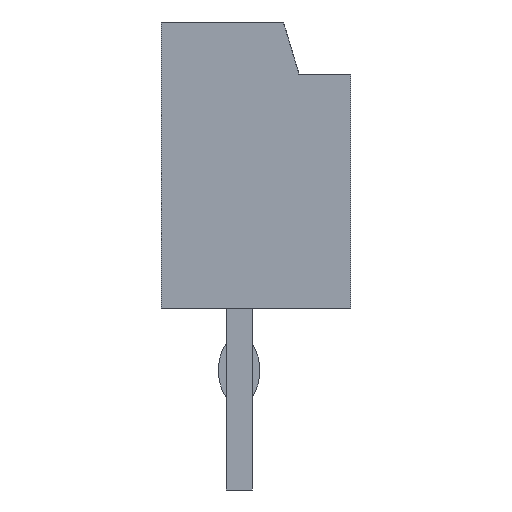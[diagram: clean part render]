
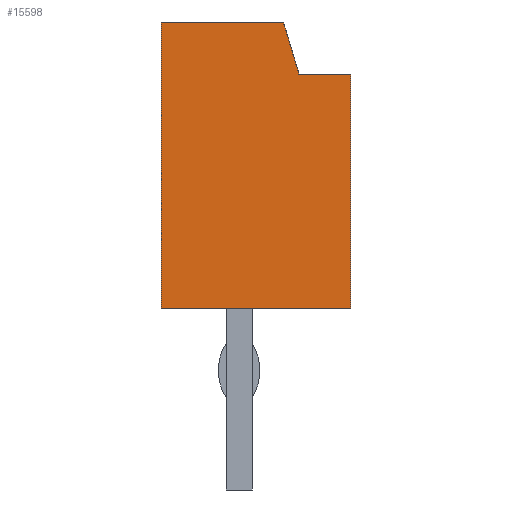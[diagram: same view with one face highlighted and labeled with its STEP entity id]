
A CAD part, left-side view. The second image highlights one B-rep face of the part: STEP entity #15598.
In plain terms, the highlighted planar face has unit normal (-1, 0, 0).
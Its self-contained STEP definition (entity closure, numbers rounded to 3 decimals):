
#32 = PLANE('',#33);
#33 = AXIS2_PLACEMENT_3D('',#34,#35,#36);
#34 = CARTESIAN_POINT('',(8.,1.5,2.75));
#35 = DIRECTION('',(0.,-1.,0.));
#36 = DIRECTION('',(1.,0.,0.));
#1009 = VERTEX_POINT('',#1010);
#1010 = CARTESIAN_POINT('',(-2.,1.5,5.5));
#1024 = PLANE('',#1025);
#1025 = AXIS2_PLACEMENT_3D('',#1026,#1027,#1028);
#1026 = CARTESIAN_POINT('',(18.,1.5,5.5));
#1027 = DIRECTION('',(0.,0.,1.));
#1028 = DIRECTION('',(-1.,0.,0.));
#1036 = EDGE_CURVE('',#1009,#1037,#1039,.T.);
#1037 = VERTEX_POINT('',#1038);
#1038 = CARTESIAN_POINT('',(-2.,1.5,0.));
#1039 = SURFACE_CURVE('',#1040,(#1044,#1051),.PCURVE_S1.);
#1040 = LINE('',#1041,#1042);
#1041 = CARTESIAN_POINT('',(-2.,1.5,5.5));
#1042 = VECTOR('',#1043,1.);
#1043 = DIRECTION('',(0.,0.,-1.));
#1044 = PCURVE('',#32,#1045);
#1045 = DEFINITIONAL_REPRESENTATION('',(#1046),#1050);
#1046 = LINE('',#1047,#1048);
#1047 = CARTESIAN_POINT('',(-10.,2.75));
#1048 = VECTOR('',#1049,1.);
#1049 = DIRECTION('',(0.,-1.));
#1050 = ( GEOMETRIC_REPRESENTATION_CONTEXT(2) 
PARAMETRIC_REPRESENTATION_CONTEXT() REPRESENTATION_CONTEXT('2D SPACE',''
  ) );
#1051 = PCURVE('',#1052,#1057);
#1052 = PLANE('',#1053);
#1053 = AXIS2_PLACEMENT_3D('',#1054,#1055,#1056);
#1054 = CARTESIAN_POINT('',(-2.,1.5,5.5));
#1055 = DIRECTION('',(-1.,0.,0.));
#1056 = DIRECTION('',(0.,0.,-1.));
#1057 = DEFINITIONAL_REPRESENTATION('',(#1058),#1062);
#1058 = LINE('',#1059,#1060);
#1059 = CARTESIAN_POINT('',(0.,0.));
#1060 = VECTOR('',#1061,1.);
#1061 = DIRECTION('',(1.,0.));
#1062 = ( GEOMETRIC_REPRESENTATION_CONTEXT(2) 
PARAMETRIC_REPRESENTATION_CONTEXT() REPRESENTATION_CONTEXT('2D SPACE',''
  ) );
#1080 = PLANE('',#1081);
#1081 = AXIS2_PLACEMENT_3D('',#1082,#1083,#1084);
#1082 = CARTESIAN_POINT('',(-2.,1.5,0.));
#1083 = DIRECTION('',(0.,0.,-1.));
#1084 = DIRECTION('',(1.,0.,0.));
#1451 = PLANE('',#1452);
#1452 = AXIS2_PLACEMENT_3D('',#1453,#1454,#1455);
#1453 = CARTESIAN_POINT('',(8.,-2.15,2.75));
#1454 = DIRECTION('',(0.,-1.,0.));
#1455 = DIRECTION('',(1.,0.,0.));
#3557 = PLANE('',#3558);
#3558 = AXIS2_PLACEMENT_3D('',#3559,#3560,#3561);
#3559 = CARTESIAN_POINT('',(18.,-2.15,4.5));
#3560 = DIRECTION('',(0.,0.,-1.));
#3561 = DIRECTION('',(0.,1.,0.));
#3585 = PLANE('',#3586);
#3586 = AXIS2_PLACEMENT_3D('',#3587,#3588,#3589);
#3587 = CARTESIAN_POINT('',(18.,-1.15,4.5));
#3588 = DIRECTION('',(0.,0.958,-0.287));
#3589 = DIRECTION('',(0.,0.287,0.958));
#3756 = VERTEX_POINT('',#3757);
#3757 = CARTESIAN_POINT('',(-2.,-0.85,5.5));
#3778 = EDGE_CURVE('',#1009,#3756,#3779,.T.);
#3779 = SURFACE_CURVE('',#3780,(#3784,#3791),.PCURVE_S1.);
#3780 = LINE('',#3781,#3782);
#3781 = CARTESIAN_POINT('',(-2.,1.5,5.5));
#3782 = VECTOR('',#3783,1.);
#3783 = DIRECTION('',(0.,-1.,0.));
#3784 = PCURVE('',#1024,#3785);
#3785 = DEFINITIONAL_REPRESENTATION('',(#3786),#3790);
#3786 = LINE('',#3787,#3788);
#3787 = CARTESIAN_POINT('',(20.,0.));
#3788 = VECTOR('',#3789,1.);
#3789 = DIRECTION('',(0.,1.));
#3790 = ( GEOMETRIC_REPRESENTATION_CONTEXT(2) 
PARAMETRIC_REPRESENTATION_CONTEXT() REPRESENTATION_CONTEXT('2D SPACE',''
  ) );
#3791 = PCURVE('',#1052,#3792);
#3792 = DEFINITIONAL_REPRESENTATION('',(#3793),#3797);
#3793 = LINE('',#3794,#3795);
#3794 = CARTESIAN_POINT('',(0.,0.));
#3795 = VECTOR('',#3796,1.);
#3796 = DIRECTION('',(0.,1.));
#3797 = ( GEOMETRIC_REPRESENTATION_CONTEXT(2) 
PARAMETRIC_REPRESENTATION_CONTEXT() REPRESENTATION_CONTEXT('2D SPACE',''
  ) );
#4311 = VERTEX_POINT('',#4312);
#4312 = CARTESIAN_POINT('',(-2.,-1.15,4.5));
#4333 = EDGE_CURVE('',#4311,#3756,#4334,.T.);
#4334 = SURFACE_CURVE('',#4335,(#4339,#4346),.PCURVE_S1.);
#4335 = LINE('',#4336,#4337);
#4336 = CARTESIAN_POINT('',(-2.,-1.15,4.5));
#4337 = VECTOR('',#4338,1.);
#4338 = DIRECTION('',(0.,0.287,0.958));
#4339 = PCURVE('',#3585,#4340);
#4340 = DEFINITIONAL_REPRESENTATION('',(#4341),#4345);
#4341 = LINE('',#4342,#4343);
#4342 = CARTESIAN_POINT('',(0.,-20.));
#4343 = VECTOR('',#4344,1.);
#4344 = DIRECTION('',(1.,0.));
#4345 = ( GEOMETRIC_REPRESENTATION_CONTEXT(2) 
PARAMETRIC_REPRESENTATION_CONTEXT() REPRESENTATION_CONTEXT('2D SPACE',''
  ) );
#4346 = PCURVE('',#1052,#4347);
#4347 = DEFINITIONAL_REPRESENTATION('',(#4348),#4352);
#4348 = LINE('',#4349,#4350);
#4349 = CARTESIAN_POINT('',(1.,2.65));
#4350 = VECTOR('',#4351,1.);
#4351 = DIRECTION('',(-0.958,-0.287));
#4352 = ( GEOMETRIC_REPRESENTATION_CONTEXT(2) 
PARAMETRIC_REPRESENTATION_CONTEXT() REPRESENTATION_CONTEXT('2D SPACE',''
  ) );
#4458 = VERTEX_POINT('',#4459);
#4459 = CARTESIAN_POINT('',(-2.,-2.15,4.5));
#4480 = EDGE_CURVE('',#4458,#4311,#4481,.T.);
#4481 = SURFACE_CURVE('',#4482,(#4486,#4493),.PCURVE_S1.);
#4482 = LINE('',#4483,#4484);
#4483 = CARTESIAN_POINT('',(-2.,-2.15,4.5));
#4484 = VECTOR('',#4485,1.);
#4485 = DIRECTION('',(0.,1.,0.));
#4486 = PCURVE('',#3557,#4487);
#4487 = DEFINITIONAL_REPRESENTATION('',(#4488),#4492);
#4488 = LINE('',#4489,#4490);
#4489 = CARTESIAN_POINT('',(0.,-20.));
#4490 = VECTOR('',#4491,1.);
#4491 = DIRECTION('',(1.,0.));
#4492 = ( GEOMETRIC_REPRESENTATION_CONTEXT(2) 
PARAMETRIC_REPRESENTATION_CONTEXT() REPRESENTATION_CONTEXT('2D SPACE',''
  ) );
#4493 = PCURVE('',#1052,#4494);
#4494 = DEFINITIONAL_REPRESENTATION('',(#4495),#4499);
#4495 = LINE('',#4496,#4497);
#4496 = CARTESIAN_POINT('',(1.,3.65));
#4497 = VECTOR('',#4498,1.);
#4498 = DIRECTION('',(0.,-1.));
#4499 = ( GEOMETRIC_REPRESENTATION_CONTEXT(2) 
PARAMETRIC_REPRESENTATION_CONTEXT() REPRESENTATION_CONTEXT('2D SPACE',''
  ) );
#4654 = VERTEX_POINT('',#4655);
#4655 = CARTESIAN_POINT('',(-2.,-2.15,0.));
#4676 = EDGE_CURVE('',#4458,#4654,#4677,.T.);
#4677 = SURFACE_CURVE('',#4678,(#4682,#4689),.PCURVE_S1.);
#4678 = LINE('',#4679,#4680);
#4679 = CARTESIAN_POINT('',(-2.,-2.15,4.5));
#4680 = VECTOR('',#4681,1.);
#4681 = DIRECTION('',(0.,0.,-1.));
#4682 = PCURVE('',#1451,#4683);
#4683 = DEFINITIONAL_REPRESENTATION('',(#4684),#4688);
#4684 = LINE('',#4685,#4686);
#4685 = CARTESIAN_POINT('',(-10.,1.75));
#4686 = VECTOR('',#4687,1.);
#4687 = DIRECTION('',(0.,-1.));
#4688 = ( GEOMETRIC_REPRESENTATION_CONTEXT(2) 
PARAMETRIC_REPRESENTATION_CONTEXT() REPRESENTATION_CONTEXT('2D SPACE',''
  ) );
#4689 = PCURVE('',#1052,#4690);
#4690 = DEFINITIONAL_REPRESENTATION('',(#4691),#4695);
#4691 = LINE('',#4692,#4693);
#4692 = CARTESIAN_POINT('',(1.,3.65));
#4693 = VECTOR('',#4694,1.);
#4694 = DIRECTION('',(1.,0.));
#4695 = ( GEOMETRIC_REPRESENTATION_CONTEXT(2) 
PARAMETRIC_REPRESENTATION_CONTEXT() REPRESENTATION_CONTEXT('2D SPACE',''
  ) );
#6384 = EDGE_CURVE('',#1037,#4654,#6385,.T.);
#6385 = SURFACE_CURVE('',#6386,(#6390,#6397),.PCURVE_S1.);
#6386 = LINE('',#6387,#6388);
#6387 = CARTESIAN_POINT('',(-2.,1.5,0.));
#6388 = VECTOR('',#6389,1.);
#6389 = DIRECTION('',(0.,-1.,0.));
#6390 = PCURVE('',#1080,#6391);
#6391 = DEFINITIONAL_REPRESENTATION('',(#6392),#6396);
#6392 = LINE('',#6393,#6394);
#6393 = CARTESIAN_POINT('',(0.,0.));
#6394 = VECTOR('',#6395,1.);
#6395 = DIRECTION('',(0.,1.));
#6396 = ( GEOMETRIC_REPRESENTATION_CONTEXT(2) 
PARAMETRIC_REPRESENTATION_CONTEXT() REPRESENTATION_CONTEXT('2D SPACE',''
  ) );
#6397 = PCURVE('',#1052,#6398);
#6398 = DEFINITIONAL_REPRESENTATION('',(#6399),#6403);
#6399 = LINE('',#6400,#6401);
#6400 = CARTESIAN_POINT('',(5.5,0.));
#6401 = VECTOR('',#6402,1.);
#6402 = DIRECTION('',(0.,1.));
#6403 = ( GEOMETRIC_REPRESENTATION_CONTEXT(2) 
PARAMETRIC_REPRESENTATION_CONTEXT() REPRESENTATION_CONTEXT('2D SPACE',''
  ) );
#15598 = ADVANCED_FACE('',(#15599),#1052,.T.);
#15599 = FACE_BOUND('',#15600,.F.);
#15600 = EDGE_LOOP('',(#15601,#15602,#15603,#15604,#15605,#15606));
#15601 = ORIENTED_EDGE('',*,*,#4480,.F.);
#15602 = ORIENTED_EDGE('',*,*,#4676,.T.);
#15603 = ORIENTED_EDGE('',*,*,#6384,.F.);
#15604 = ORIENTED_EDGE('',*,*,#1036,.F.);
#15605 = ORIENTED_EDGE('',*,*,#3778,.T.);
#15606 = ORIENTED_EDGE('',*,*,#4333,.F.);
